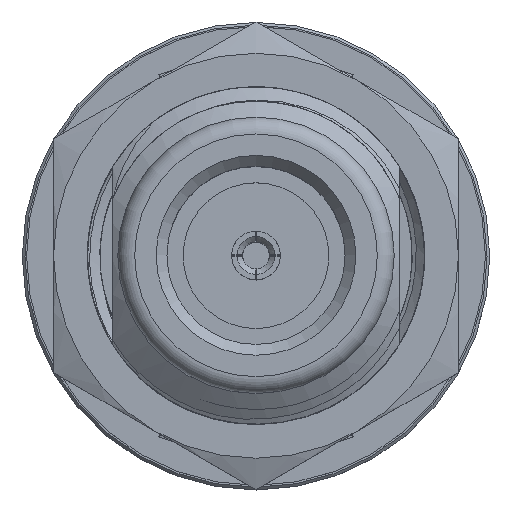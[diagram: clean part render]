
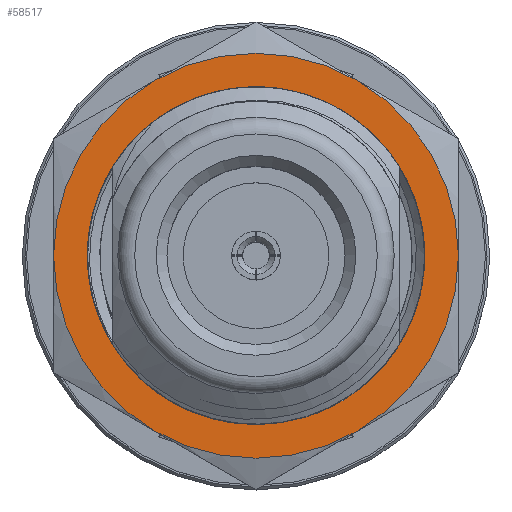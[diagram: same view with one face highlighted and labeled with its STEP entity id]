
A CAD part, top view. The second image highlights one B-rep face of the part: STEP entity #58517.
In plain terms, the highlighted face is planar.
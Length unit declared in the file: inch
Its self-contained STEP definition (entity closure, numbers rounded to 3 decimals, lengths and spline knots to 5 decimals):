
#857 = DIRECTION ( 'NONE',  ( 0., 0., -1. ) ) ;
#1853 = CARTESIAN_POINT ( 'NONE',  ( 1.033, 0., 0. ) ) ;
#5317 = DIRECTION ( 'NONE',  ( 1., 0., 0. ) ) ;
#5676 = DIRECTION ( 'NONE',  ( 0., 0., -1. ) ) ;
#6303 = DIRECTION ( 'NONE',  ( 1., 0., 0. ) ) ;
#8879 = DIRECTION ( 'NONE',  ( 1., 0., 0. ) ) ;
#8927 = DIRECTION ( 'NONE',  ( 0., 0., -1. ) ) ;
#9218 = DIRECTION ( 'NONE',  ( 0., 0., -1. ) ) ;
#11640 = EDGE_CURVE ( 'NONE', #88641, #45742, #37524, .T. ) ;
#13722 = EDGE_CURVE ( 'NONE', #68058, #15022, #60438, .T. ) ;
#15022 = VERTEX_POINT ( 'NONE', #42063 ) ;
#15432 = CARTESIAN_POINT ( 'NONE',  ( 1.033, 0.09165, -0.29876 ) ) ;
#16275 = CARTESIAN_POINT ( 'NONE',  ( 1.033, 0., 0. ) ) ;
#16319 = DIRECTION ( 'NONE',  ( 1., 0., 0. ) ) ;
#19266 = FACE_OUTER_BOUND ( 'NONE', #74810, .T. ) ;
#19961 = VERTEX_POINT ( 'NONE', #71152 ) ;
#20679 = AXIS2_PLACEMENT_3D ( 'NONE', #74749, #16319, #8927 ) ;
#22879 = EDGE_CURVE ( 'NONE', #15022, #26634, #32884, .T. ) ;
#25419 = DIRECTION ( 'NONE',  ( 1., 0., 0. ) ) ;
#26617 = ORIENTED_EDGE ( 'NONE', *, *, #57731, .T. ) ;
#26634 = VERTEX_POINT ( 'NONE', #56579 ) ;
#27501 = PLANE ( 'NONE',  #70520 ) ;
#29682 = ORIENTED_EDGE ( 'NONE', *, *, #86954, .T. ) ;
#30035 = EDGE_CURVE ( 'NONE', #45742, #88641, #88974, .T. ) ;
#30122 = VERTEX_POINT ( 'NONE', #90374 ) ;
#30784 = CIRCLE ( 'NONE', #61242, 0.375 ) ;
#31619 = DIRECTION ( 'NONE',  ( 0., 0., -1. ) ) ;
#32884 = CIRCLE ( 'NONE', #87414, 0.375 ) ;
#34203 = FACE_BOUND ( 'NONE', #49343, .T. ) ;
#34552 = ORIENTED_EDGE ( 'NONE', *, *, #43714, .T. ) ;
#34921 = CARTESIAN_POINT ( 'NONE',  ( 1.033, 0., 0. ) ) ;
#37281 = ORIENTED_EDGE ( 'NONE', *, *, #22879, .T. ) ;
#37524 = CIRCLE ( 'NONE', #55934, 0.3125 ) ;
#38443 = DIRECTION ( 'NONE',  ( 1., 0., 0. ) ) ;
#39322 = DIRECTION ( 'NONE',  ( 1., 0., 0. ) ) ;
#40894 = ORIENTED_EDGE ( 'NONE', *, *, #11640, .F. ) ;
#41333 = DIRECTION ( 'NONE',  ( 0., 0., -1. ) ) ;
#42063 = CARTESIAN_POINT ( 'NONE',  ( 1.033, 0.1875, -0.32476 ) ) ;
#42533 = EDGE_CURVE ( 'NONE', #79104, #19961, #59968, .T. ) ;
#43714 = EDGE_CURVE ( 'NONE', #26634, #30122, #58761, .T. ) ;
#45742 = VERTEX_POINT ( 'NONE', #50458 ) ;
#46129 = DIRECTION ( 'NONE',  ( 1., 0., 0. ) ) ;
#49343 = EDGE_LOOP ( 'NONE', ( #40894, #59435 ) ) ;
#50458 = CARTESIAN_POINT ( 'NONE',  ( 1.033, -0.14645, -0.27606 ) ) ;
#53234 = DIRECTION ( 'NONE',  ( 1., 0., 0. ) ) ;
#55934 = AXIS2_PLACEMENT_3D ( 'NONE', #16275, #8879, #59932 ) ;
#56579 = CARTESIAN_POINT ( 'NONE',  ( 1.033, 0.375, 0. ) ) ;
#57731 = EDGE_CURVE ( 'NONE', #30122, #79104, #30784, .T. ) ;
#58517 = ADVANCED_FACE ( 'NONE', ( #34203, #19266 ), #27501, .T. ) ;
#58761 = CIRCLE ( 'NONE', #63718, 0.375 ) ;
#59435 = ORIENTED_EDGE ( 'NONE', *, *, #30035, .F. ) ;
#59809 = AXIS2_PLACEMENT_3D ( 'NONE', #75588, #39322, #31619 ) ;
#59932 = DIRECTION ( 'NONE',  ( 0., 0., -1. ) ) ;
#59968 = CIRCLE ( 'NONE', #20679, 0.375 ) ;
#60438 = CIRCLE ( 'NONE', #76876, 0.375 ) ;
#60630 = ORIENTED_EDGE ( 'NONE', *, *, #13722, .T. ) ;
#61242 = AXIS2_PLACEMENT_3D ( 'NONE', #82407, #38443, #89806 ) ;
#61776 = AXIS2_PLACEMENT_3D ( 'NONE', #84176, #25419, #70652 ) ;
#63718 = AXIS2_PLACEMENT_3D ( 'NONE', #77909, #5317, #41333 ) ;
#64790 = CARTESIAN_POINT ( 'NONE',  ( 1.033, -0.1875, 0.32476 ) ) ;
#67602 = CARTESIAN_POINT ( 'NONE',  ( 1.033, 0., 0. ) ) ;
#68058 = VERTEX_POINT ( 'NONE', #93837 ) ;
#70520 = AXIS2_PLACEMENT_3D ( 'NONE', #34921, #6303, #5676 ) ;
#70652 = DIRECTION ( 'NONE',  ( 0., 0., -1. ) ) ;
#71152 = CARTESIAN_POINT ( 'NONE',  ( 1.033, -0.375, 0. ) ) ;
#74749 = CARTESIAN_POINT ( 'NONE',  ( 1.033, 0., 0. ) ) ;
#74810 = EDGE_LOOP ( 'NONE', ( #60630, #37281, #34552, #26617, #87801, #29682 ) ) ;
#75402 = CIRCLE ( 'NONE', #61776, 0.375 ) ;
#75588 = CARTESIAN_POINT ( 'NONE',  ( 1.033, 0., 0. ) ) ;
#76876 = AXIS2_PLACEMENT_3D ( 'NONE', #1853, #53234, #9218 ) ;
#77909 = CARTESIAN_POINT ( 'NONE',  ( 1.033, 0., 0. ) ) ;
#79104 = VERTEX_POINT ( 'NONE', #64790 ) ;
#82407 = CARTESIAN_POINT ( 'NONE',  ( 1.033, 0., 0. ) ) ;
#84176 = CARTESIAN_POINT ( 'NONE',  ( 1.033, 0., 0. ) ) ;
#86954 = EDGE_CURVE ( 'NONE', #19961, #68058, #75402, .T. ) ;
#87414 = AXIS2_PLACEMENT_3D ( 'NONE', #67602, #46129, #857 ) ;
#87801 = ORIENTED_EDGE ( 'NONE', *, *, #42533, .T. ) ;
#88641 = VERTEX_POINT ( 'NONE', #15432 ) ;
#88974 = CIRCLE ( 'NONE', #59809, 0.3125 ) ;
#89806 = DIRECTION ( 'NONE',  ( 0., 0., -1. ) ) ;
#90374 = CARTESIAN_POINT ( 'NONE',  ( 1.033, 0.1875, 0.32476 ) ) ;
#93837 = CARTESIAN_POINT ( 'NONE',  ( 1.033, -0.1875, -0.32476 ) ) ;
